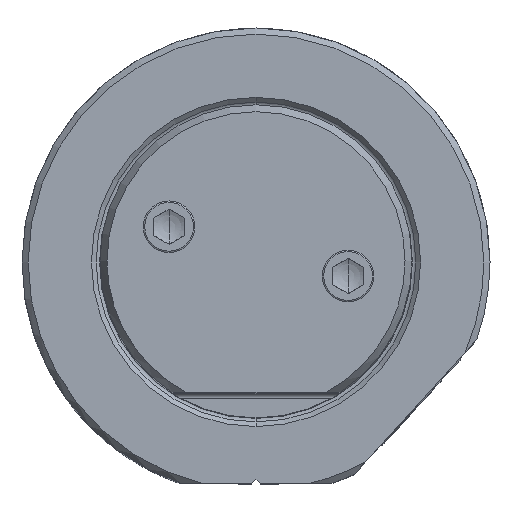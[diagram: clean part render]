
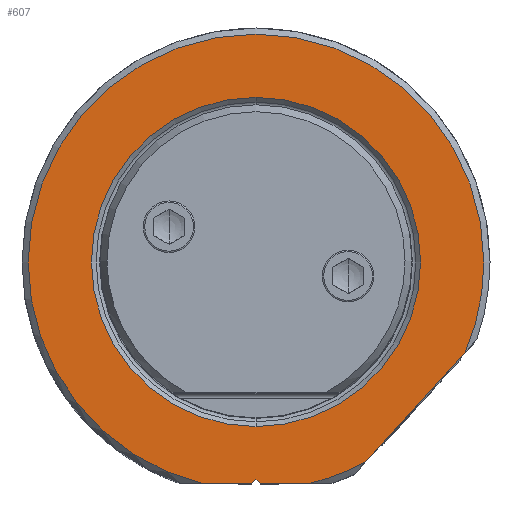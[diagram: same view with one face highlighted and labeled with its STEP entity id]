
A CAD part, top view. The second image highlights one B-rep face of the part: STEP entity #607.
In plain terms, the highlighted planar face has unit normal (0, 0, 1).
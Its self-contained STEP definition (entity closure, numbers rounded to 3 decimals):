
#122=PLANE('',#5644);
#607=ADVANCED_FACE('',(#915,#916),#122,.T.);
#915=FACE_BOUND('',#1029,.T.);
#916=FACE_BOUND('',#1030,.T.);
#1029=EDGE_LOOP('',(#2679,#2680,#2681,#2682,#2683,#2684,#2685,#2686,#2687));
#1030=EDGE_LOOP('',(#2688,#2689));
#1375=LINE('',#10558,#1677);
#1378=LINE('',#10584,#1680);
#1379=LINE('',#10586,#1681);
#1380=LINE('',#10588,#1682);
#1381=LINE('',#10590,#1683);
#1677=VECTOR('',#6563,1.);
#1680=VECTOR('',#6582,1.);
#1681=VECTOR('',#6583,1.);
#1682=VECTOR('',#6584,1.);
#1683=VECTOR('',#6585,1.);
#2679=ORIENTED_EDGE('',*,*,#4567,.T.);
#2680=ORIENTED_EDGE('',*,*,#4561,.T.);
#2681=ORIENTED_EDGE('',*,*,#4568,.T.);
#2682=ORIENTED_EDGE('',*,*,#4569,.T.);
#2683=ORIENTED_EDGE('',*,*,#4570,.T.);
#2684=ORIENTED_EDGE('',*,*,#4571,.T.);
#2685=ORIENTED_EDGE('',*,*,#4572,.T.);
#2686=ORIENTED_EDGE('',*,*,#4573,.T.);
#2687=ORIENTED_EDGE('',*,*,#4574,.T.);
#2688=ORIENTED_EDGE('',*,*,#4575,.T.);
#2689=ORIENTED_EDGE('',*,*,#4576,.T.);
#3931=VERTEX_POINT('',#10557);
#3932=VERTEX_POINT('',#10559);
#3935=VERTEX_POINT('',#10575);
#3936=VERTEX_POINT('',#10579);
#3937=VERTEX_POINT('',#10581);
#3938=VERTEX_POINT('',#10583);
#3939=VERTEX_POINT('',#10585);
#3940=VERTEX_POINT('',#10587);
#3941=VERTEX_POINT('',#10589);
#3942=VERTEX_POINT('',#10592);
#3943=VERTEX_POINT('',#10593);
#4561=EDGE_CURVE('',#3932,#3931,#1375,.T.);
#4567=EDGE_CURVE('',#3935,#3932,#5102,.T.);
#4568=EDGE_CURVE('',#3931,#3936,#5103,.T.);
#4569=EDGE_CURVE('',#3936,#3937,#5104,.T.);
#4570=EDGE_CURVE('',#3937,#3938,#5105,.T.);
#4571=EDGE_CURVE('',#3938,#3939,#1378,.T.);
#4572=EDGE_CURVE('',#3939,#3940,#1379,.T.);
#4573=EDGE_CURVE('',#3940,#3941,#1380,.T.);
#4574=EDGE_CURVE('',#3941,#3935,#1381,.T.);
#4575=EDGE_CURVE('',#3942,#3943,#5106,.T.);
#4576=EDGE_CURVE('',#3943,#3942,#5107,.T.);
#5102=CIRCLE('',#5637,18.55);
#5103=CIRCLE('',#5639,18.55);
#5104=CIRCLE('',#5640,18.55);
#5105=CIRCLE('',#5641,18.55);
#5106=CIRCLE('',#5642,13.4);
#5107=CIRCLE('',#5643,13.4);
#5637=AXIS2_PLACEMENT_3D('',#10576,#6572,#6573);
#5639=AXIS2_PLACEMENT_3D('',#10578,#6576,#6577);
#5640=AXIS2_PLACEMENT_3D('',#10580,#6578,#6579);
#5641=AXIS2_PLACEMENT_3D('',#10582,#6580,#6581);
#5642=AXIS2_PLACEMENT_3D('',#10591,#6586,#6587);
#5643=AXIS2_PLACEMENT_3D('',#10594,#6588,#6589);
#5644=AXIS2_PLACEMENT_3D('',#10595,#6590,#6591);
#6563=DIRECTION('',(0.673,0.74,0.));
#6572=DIRECTION('',(0.,0.,1.));
#6573=DIRECTION('',(0.231,-0.973,0.));
#6576=DIRECTION('',(0.,0.,1.));
#6577=DIRECTION('',(0.918,-0.397,0.));
#6578=DIRECTION('',(0.,0.,1.));
#6579=DIRECTION('',(1.,0.,0.));
#6580=DIRECTION('',(0.,0.,1.));
#6581=DIRECTION('',(-1.,0.,0.));
#6582=DIRECTION('',(1.,0.,0.));
#6583=DIRECTION('',(0.707,0.707,0.));
#6584=DIRECTION('',(0.707,-0.707,0.));
#6585=DIRECTION('',(1.,0.,0.));
#6586=DIRECTION('',(0.,0.,-1.));
#6587=DIRECTION('',(0.,1.,0.));
#6588=DIRECTION('',(0.,0.,-1.));
#6589=DIRECTION('',(0.,-1.,0.));
#6590=DIRECTION('',(0.,0.,1.));
#6591=DIRECTION('',(0.,1.,0.));
#10557=CARTESIAN_POINT('',(17.026,-7.363,0.));
#10558=CARTESIAN_POINT('',(8.941,-16.253,0.));
#10559=CARTESIAN_POINT('',(8.941,-16.253,0.));
#10575=CARTESIAN_POINT('',(4.278,-18.05,0.));
#10576=CARTESIAN_POINT('',(0.,0.,0.));
#10578=CARTESIAN_POINT('',(0.,0.,0.));
#10579=CARTESIAN_POINT('',(18.55,0.,0.));
#10580=CARTESIAN_POINT('',(0.,0.,0.));
#10581=CARTESIAN_POINT('',(-18.55,0.,0.));
#10582=CARTESIAN_POINT('',(0.,0.,0.));
#10583=CARTESIAN_POINT('',(-4.278,-18.05,0.));
#10584=CARTESIAN_POINT('',(-3.222,-18.05,0.));
#10585=CARTESIAN_POINT('',(-0.354,-18.05,0.));
#10586=CARTESIAN_POINT('',(-0.354,-18.05,0.));
#10587=CARTESIAN_POINT('',(0.,-17.696,0.));
#10588=CARTESIAN_POINT('',(0.,-17.696,0.));
#10589=CARTESIAN_POINT('',(0.354,-18.05,0.));
#10590=CARTESIAN_POINT('',(0.354,-18.05,0.));
#10591=CARTESIAN_POINT('',(0.,0.,0.));
#10592=CARTESIAN_POINT('',(0.,13.4,0.));
#10593=CARTESIAN_POINT('',(0.,-13.4,0.));
#10594=CARTESIAN_POINT('',(0.,0.,0.));
#10595=CARTESIAN_POINT('',(0.,0.25,0.));
